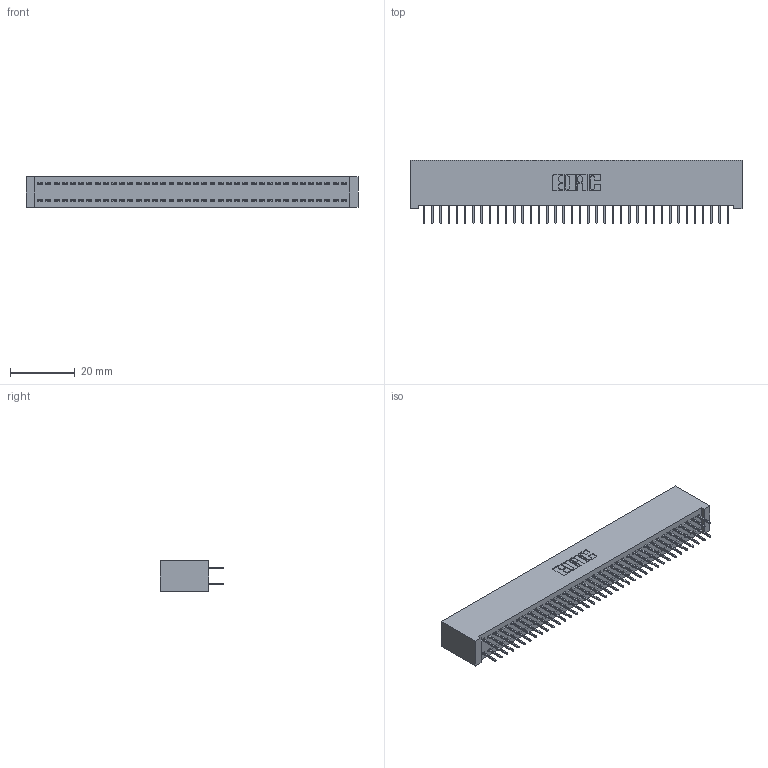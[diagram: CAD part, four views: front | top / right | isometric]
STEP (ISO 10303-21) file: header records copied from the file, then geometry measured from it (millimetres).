
FILE_DESCRIPTION (( 'STEP AP203' ), '1' );
FILE_NAME ('342-076-524-201.STEP', '2018-08-13T12:17:11', ( '' ), ( '' ), 'SwSTEP 2.0', 'SolidWorks 2016', '' );
FILE_SCHEMA (( 'CONFIG_CONTROL_DESIGN' ));
Length unit declared in the file: inch
Products named in the file (3): 342 Part_Lugless; 345-292-001_345-293-124; 342-076-524-201
Assembly tree (77 placements, depth 2):
  342-076-524-201
    342 Part_Lugless
    345-292-001_345-293-124  x76
Bounding box: 102.77 x 19.69 x 9.4 mm (x, y, z)
Volume: 9539.3 mm3; surface area: 15576.1 mm2
Topology: 77 solids, 77 shells, 4358 faces, 12359 edges, 7934 vertices
Faces by surface type: plane 3254, cylinder 1104
Entity records: 24629 total; most frequent: CARTESIAN_POINT 4082, ORIENTED_EDGE 4018, DIRECTION 3489, EDGE_CURVE 2009, VECTOR 1893, LINE 1893, VERTEX_POINT 1334, AXIS2_PLACEMENT_3D 798
